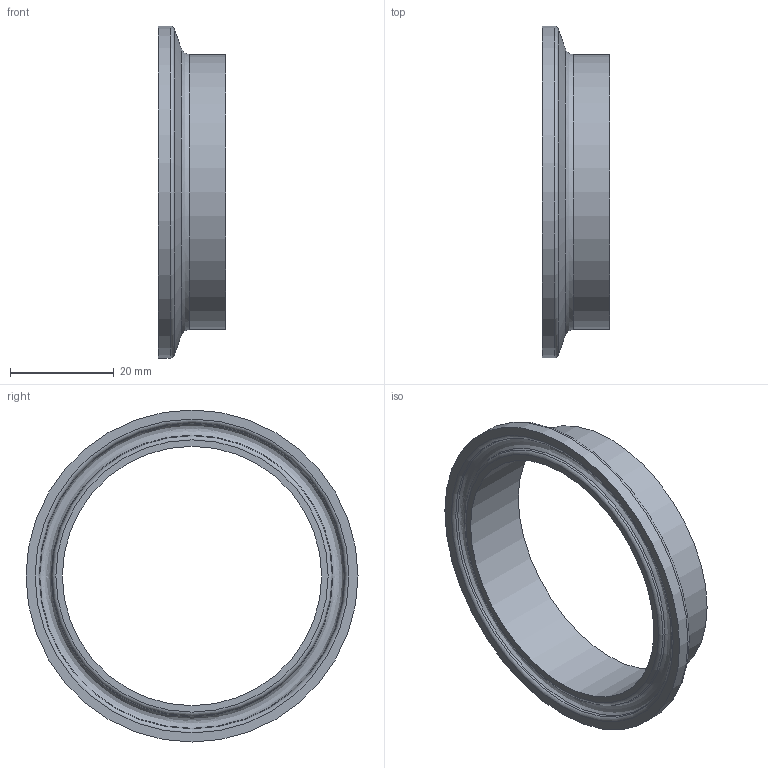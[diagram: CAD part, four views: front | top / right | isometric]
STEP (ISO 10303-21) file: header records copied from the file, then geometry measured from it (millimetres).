
FILE_DESCRIPTION((''),'2;1');
FILE_NAME('18500050X.stp','2010-08-11T12:15:30',('thilbrands'),(''),'Autodesk Inventor 2008','Autodesk Inventor 2008','');
FILE_SCHEMA(('AUTOMOTIVE_DESIGN { 1 0 10303 214 1 1 1 1 }'));
Length unit declared in the file: millimetre
Products named in the file (1): 185000251
Bounding box: 13 x 64 x 64 mm (x, y, z)
Volume: 6419.3 mm3; surface area: 6734.1 mm2
Topology: 1 solids, 1 shells, 14 faces, 25 edges, 14 vertices
Faces by surface type: cylinder 3, plane 3, torus 3, cone 3, bspline 2
Full cylindrical faces by diameter (mm): 50 x1, 53 x1, 64 x1
Entity records: 394 total; most frequent: CARTESIAN_POINT 131, DIRECTION 54, ORIENTED_EDGE 28, EDGE_LOOP 28, AXIS2_PLACEMENT_3D 27, VERTEX_POINT 14, CIRCLE 14, EDGE_CURVE 14
